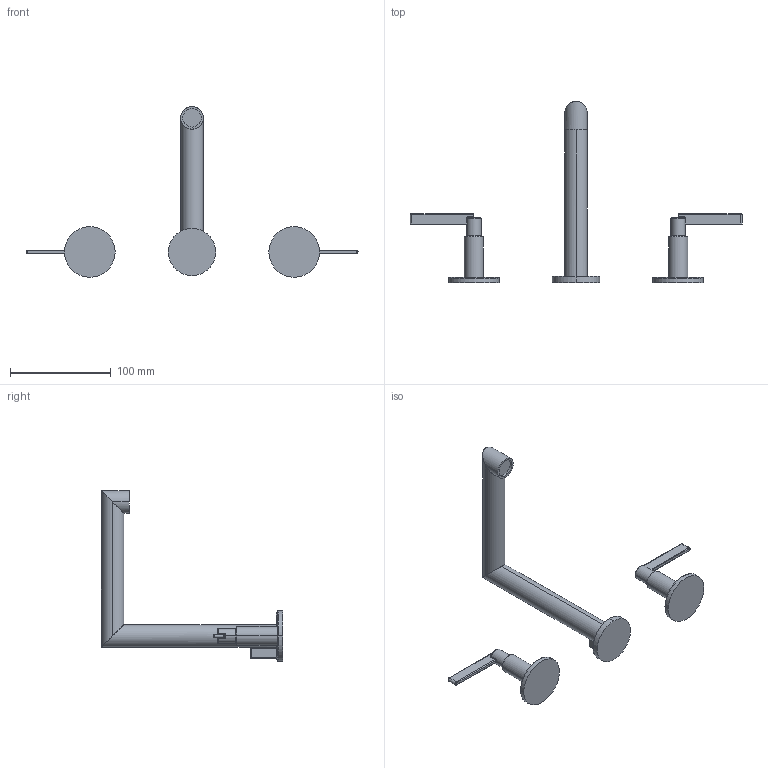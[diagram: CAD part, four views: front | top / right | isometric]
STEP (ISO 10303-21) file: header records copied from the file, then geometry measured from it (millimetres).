
FILE_DESCRIPTION((''),'2;1');
FILE_NAME('3380','2023-02-20T17:09:20',('nehatek'),(''),'CREO PARAMETRIC BY PTC INC, 2019352','CREO PARAMETRIC BY PTC INC, 2019352','');
FILE_SCHEMA(('CONFIG_CONTROL_DESIGN'));
Length unit declared in the file: inch
Products named in the file (1): 3380
Bounding box: 330.2 x 180.06 x 169.61 mm (x, y, z)
Volume: 187641.7 mm3; surface area: 47959.5 mm2
Topology: 4 solids, 4 shells, 139 faces, 292 edges, 174 vertices
Faces by surface type: cylinder 64, plane 33, torus 28, bspline 8, sphere 4, extrusion 2
Entity records: 4572 total; most frequent: CARTESIAN_POINT 1521, DIRECTION 686, ORIENTED_EDGE 584, AXIS2_PLACEMENT_3D 293, EDGE_CURVE 292, VERTEX_POINT 174, CIRCLE 162, EDGE_LOOP 152
